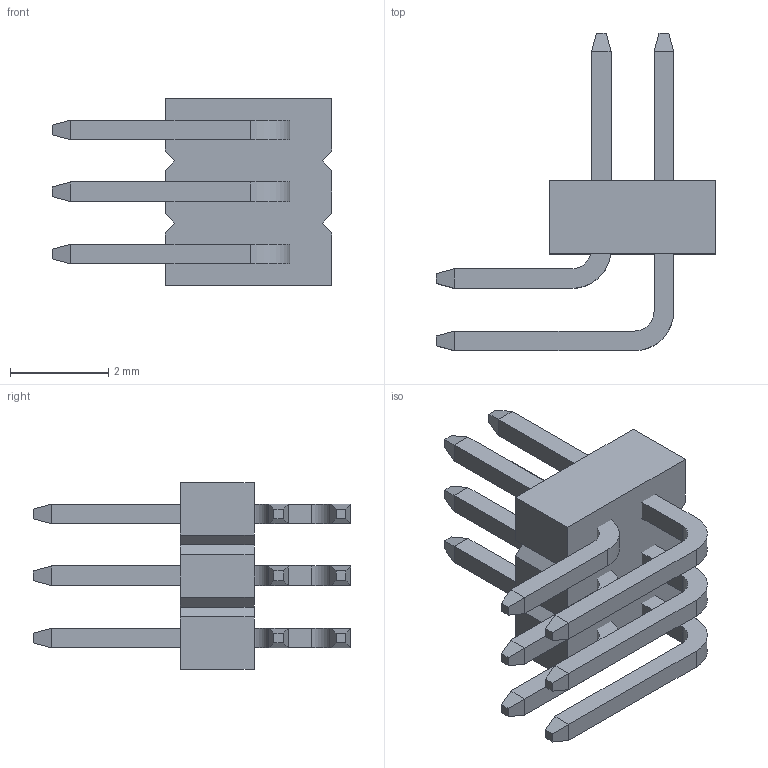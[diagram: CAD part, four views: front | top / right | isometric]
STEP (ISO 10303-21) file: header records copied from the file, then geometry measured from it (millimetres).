
FILE_DESCRIPTION (( 'STEP AP214' ), '1' );
FILE_NAME ('襝殣鴇 鼁闉罻.STEP', '2020-12-07T09:24:36', ( 'new' ), ( '' ), 'SwSTEP 2.0', 'SolidWorks 2014', '' );
FILE_SCHEMA (( 'AUTOMOTIVE_DESIGN' ));
Length unit declared in the file: millimetre
Products named in the file (4): 襝殣鴇 麧蠉錪 1; 襝殣鴇 鼁闉罻; 襝殣鴇 麧蠉錪 3; 襝殣鴇 麧蠉錪 2
Assembly tree (7 placements, depth 2):
  襝殣鴇 鼁闉罻
    襝殣鴇 麧蠉錪 1
    襝殣鴇 麧蠉錪 3  x3
    襝殣鴇 麧蠉錪 2  x3
Bounding box: 5.7 x 6.47 x 3.81 mm (x, y, z)
Volume: 27.9 mm3; surface area: 137.1 mm2
Topology: 7 solids, 7 shells, 126 faces, 288 edges, 176 vertices
Faces by surface type: plane 114, cylinder 12
Entity records: 1808 total; most frequent: CARTESIAN_POINT 272, DIRECTION 264, ORIENTED_EDGE 256, EDGE_CURVE 128, VECTOR 120, LINE 120, VERTEX_POINT 80, AXIS2_PLACEMENT_3D 72
